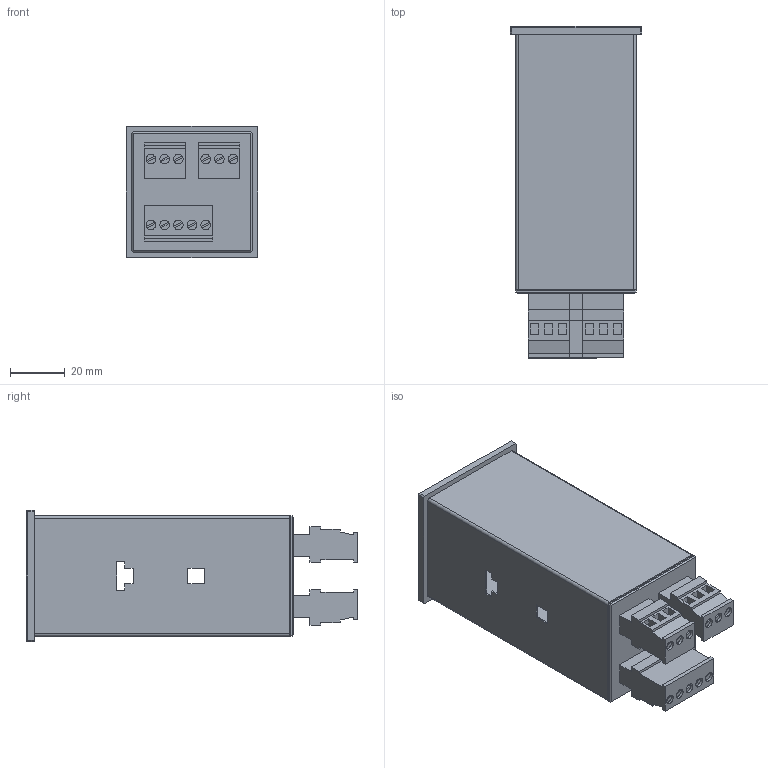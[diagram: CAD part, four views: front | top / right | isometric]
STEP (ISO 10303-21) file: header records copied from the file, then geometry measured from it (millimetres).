
FILE_DESCRIPTION(('TFLEX Exchange Step'),'2;1');
FILE_NAME('3D-модель прибора 10М7-К.stp', '2020-10-19T17:42:24+05:00',('Alex'),('Unknown organisation'),'TFLEX Exchange 2019.1','T-FLEX CAD','Unknown authorisation');
FILE_SCHEMA( ('AUTOMOTIVE_DESIGN { 1 0 10303 214 1 1 1 1 }') );
Length unit declared in the file: millimetre
Products named in the file (9): Клемма:6; Клемма; Клемма:4; Этикетка; Крышка задняя; Крышка передняя; Корпус; _10М7-К
Assembly tree (15 placements, depth 3):
  _10М7-К
    Клемма
      Клемма:6  x5
    Клемма  x2
      Клемма:4
    Этикетка
    Крышка задняя
    Крышка передняя
    Корпус
Bounding box: 48 x 121 x 48 mm (x, y, z)
Volume: 27279.6 mm3; surface area: 52589.6 mm2
Topology: 39 solids, 39 shells, 594 faces, 1501 edges, 986 vertices
Faces by surface type: plane 498, cylinder 66, bspline 30
Entity records: 14688 total; most frequent: CARTESIAN_POINT 2935, ORIENTED_EDGE 2414, DIRECTION 2203, EDGE_CURVE 1207, VECTOR 1023, LINE 1023, VERTEX_POINT 794, AXIS2_PLACEMENT_3D 590
